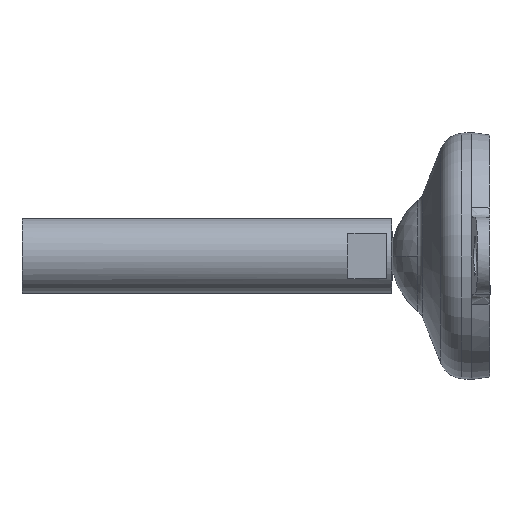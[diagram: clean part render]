
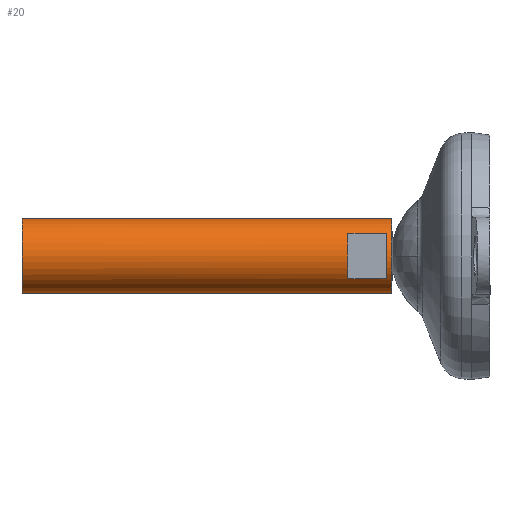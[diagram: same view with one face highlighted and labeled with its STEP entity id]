
A CAD part, left-side view. The second image highlights one B-rep face of the part: STEP entity #20.
In plain terms, the highlighted cylindrical face has radius 12 mm (diameter 24 mm), a partial arc.
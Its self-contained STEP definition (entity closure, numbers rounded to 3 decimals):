
#1 = CARTESIAN_POINT ( 'NONE',  ( -9.5, 33.5, 7.331 ) ) ;
#2 = DIRECTION ( 'NONE',  ( 0., -1., 0. ) ) ;
#11 = LINE ( 'NONE', #1295, #1282 ) ;
#12 = CARTESIAN_POINT ( 'NONE',  ( 0., 46., 0. ) ) ;
#20 = ADVANCED_FACE ( 'NONE', ( #522, #997 ), #689, .T. ) ;
#47 = CIRCLE ( 'NONE', #951, 12. ) ;
#50 = EDGE_CURVE ( 'NONE', #791, #1498, #395, .T. ) ;
#53 = LINE ( 'NONE', #941, #374 ) ;
#77 = VERTEX_POINT ( 'NONE', #574 ) ;
#90 = CARTESIAN_POINT ( 'NONE',  ( 0., 151.5, 12. ) ) ;
#111 = DIRECTION ( 'NONE',  ( 0., 1., 0. ) ) ;
#174 = CARTESIAN_POINT ( 'NONE',  ( -9.5, 46., 7.331 ) ) ;
#180 = LINE ( 'NONE', #523, #751 ) ;
#245 = CARTESIAN_POINT ( 'NONE',  ( -9.5, 0., -7.331 ) ) ;
#261 = VERTEX_POINT ( 'NONE', #1336 ) ;
#334 = CIRCLE ( 'NONE', #724, 12. ) ;
#352 = DIRECTION ( 'NONE',  ( 0., -1., 0. ) ) ;
#363 = LINE ( 'NONE', #245, #501 ) ;
#372 = DIRECTION ( 'NONE',  ( 0., -1., 0. ) ) ;
#374 = VECTOR ( 'NONE', #1468, 1000. ) ;
#395 = CIRCLE ( 'NONE', #1219, 12. ) ;
#448 = VERTEX_POINT ( 'NONE', #558 ) ;
#452 = ORIENTED_EDGE ( 'NONE', *, *, #1213, .T. ) ;
#459 = DIRECTION ( 'NONE',  ( 0., 0., -1. ) ) ;
#501 = VECTOR ( 'NONE', #111, 1000. ) ;
#522 = FACE_OUTER_BOUND ( 'NONE', #1369, .T. ) ;
#523 = CARTESIAN_POINT ( 'NONE',  ( 0., 0., 12. ) ) ;
#531 = VERTEX_POINT ( 'NONE', #1 ) ;
#539 = VERTEX_POINT ( 'NONE', #90 ) ;
#540 = DIRECTION ( 'NONE',  ( 0., -1., 0. ) ) ;
#544 = ORIENTED_EDGE ( 'NONE', *, *, #50, .F. ) ;
#558 = CARTESIAN_POINT ( 'NONE',  ( 0., 151.5, -12. ) ) ;
#574 = CARTESIAN_POINT ( 'NONE',  ( -9.5, 33.5, -7.331 ) ) ;
#594 = VERTEX_POINT ( 'NONE', #174 ) ;
#602 = EDGE_CURVE ( 'NONE', #448, #1498, #53, .T. ) ;
#608 = CARTESIAN_POINT ( 'NONE',  ( 0., 151.5, 0. ) ) ;
#649 = AXIS2_PLACEMENT_3D ( 'NONE', #795, #352, #1285 ) ;
#653 = AXIS2_PLACEMENT_3D ( 'NONE', #608, #372, #852 ) ;
#657 = CARTESIAN_POINT ( 'NONE',  ( 0., 32., -12. ) ) ;
#689 = CYLINDRICAL_SURFACE ( 'NONE', #649, 12. ) ;
#713 = ORIENTED_EDGE ( 'NONE', *, *, #1365, .T. ) ;
#723 = ORIENTED_EDGE ( 'NONE', *, *, #1109, .F. ) ;
#724 = AXIS2_PLACEMENT_3D ( 'NONE', #749, #1315, #1448 ) ;
#749 = CARTESIAN_POINT ( 'NONE',  ( 0., 33.5, 0. ) ) ;
#751 = VECTOR ( 'NONE', #540, 1000. ) ;
#782 = EDGE_LOOP ( 'NONE', ( #1462, #1046, #452, #713 ) ) ;
#791 = VERTEX_POINT ( 'NONE', #1135 ) ;
#795 = CARTESIAN_POINT ( 'NONE',  ( 0., 0., 0. ) ) ;
#852 = DIRECTION ( 'NONE',  ( 0., 0., -1. ) ) ;
#882 = EDGE_CURVE ( 'NONE', #261, #594, #47, .T. ) ;
#900 = EDGE_CURVE ( 'NONE', #77, #261, #363, .T. ) ;
#941 = CARTESIAN_POINT ( 'NONE',  ( 0., 0., -12. ) ) ;
#951 = AXIS2_PLACEMENT_3D ( 'NONE', #12, #1072, #1539 ) ;
#997 = FACE_BOUND ( 'NONE', #782, .T. ) ;
#1031 = CARTESIAN_POINT ( 'NONE',  ( 0., 32., 0. ) ) ;
#1046 = ORIENTED_EDGE ( 'NONE', *, *, #882, .T. ) ;
#1048 = ORIENTED_EDGE ( 'NONE', *, *, #602, .T. ) ;
#1059 = EDGE_CURVE ( 'NONE', #539, #448, #1431, .T. ) ;
#1072 = DIRECTION ( 'NONE',  ( 0., 1., 0. ) ) ;
#1109 = EDGE_CURVE ( 'NONE', #539, #791, #180, .T. ) ;
#1135 = CARTESIAN_POINT ( 'NONE',  ( 0., 32., 12. ) ) ;
#1172 = DIRECTION ( 'NONE',  ( 0., -1., 0. ) ) ;
#1213 = EDGE_CURVE ( 'NONE', #594, #531, #11, .T. ) ;
#1219 = AXIS2_PLACEMENT_3D ( 'NONE', #1031, #2, #459 ) ;
#1282 = VECTOR ( 'NONE', #1172, 1000. ) ;
#1285 = DIRECTION ( 'NONE',  ( 0., 0., -1. ) ) ;
#1295 = CARTESIAN_POINT ( 'NONE',  ( -9.5, 0., 7.331 ) ) ;
#1315 = DIRECTION ( 'NONE',  ( 0., -1., 0. ) ) ;
#1336 = CARTESIAN_POINT ( 'NONE',  ( -9.5, 46., -7.331 ) ) ;
#1364 = ORIENTED_EDGE ( 'NONE', *, *, #1059, .T. ) ;
#1365 = EDGE_CURVE ( 'NONE', #531, #77, #334, .T. ) ;
#1369 = EDGE_LOOP ( 'NONE', ( #723, #1364, #1048, #544 ) ) ;
#1431 = CIRCLE ( 'NONE', #653, 12. ) ;
#1448 = DIRECTION ( 'NONE',  ( 0., 0., -1. ) ) ;
#1462 = ORIENTED_EDGE ( 'NONE', *, *, #900, .T. ) ;
#1468 = DIRECTION ( 'NONE',  ( 0., -1., 0. ) ) ;
#1498 = VERTEX_POINT ( 'NONE', #657 ) ;
#1539 = DIRECTION ( 'NONE',  ( 0., 0., 1. ) ) ;
